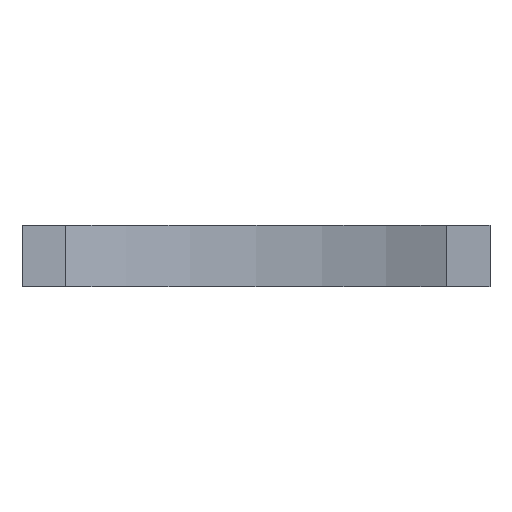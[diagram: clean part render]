
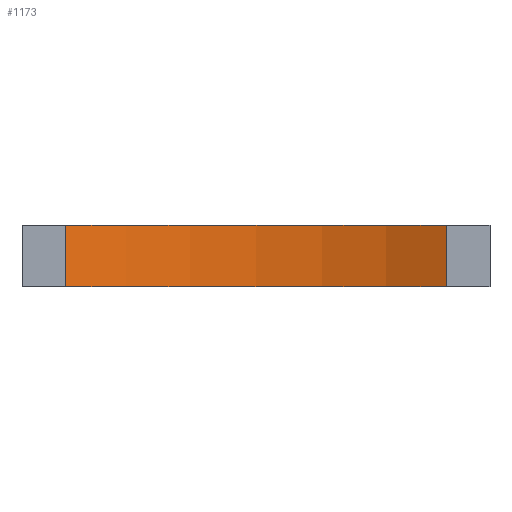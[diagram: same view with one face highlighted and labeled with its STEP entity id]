
A CAD part, front view. The second image highlights one B-rep face of the part: STEP entity #1173.
In plain terms, the highlighted cylindrical face has radius 66.676 mm (diameter 133.351 mm), a partial arc.
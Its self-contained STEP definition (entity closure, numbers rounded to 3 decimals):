
#28=CYLINDRICAL_SURFACE('',#1277,66.676);
#91=FACE_OUTER_BOUND('',#163,.T.);
#163=EDGE_LOOP('',(#1017,#1018,#1019,#1020));
#183=CIRCLE('',#1203,66.676);
#214=CIRCLE('',#1253,66.676);
#327=LINE('',#1896,#460);
#328=LINE('',#1898,#461);
#460=VECTOR('',#1556,10.);
#461=VECTOR('',#1559,10.);
#485=VERTEX_POINT('',#1616);
#486=VERTEX_POINT('',#1618);
#580=VERTEX_POINT('',#1847);
#581=VERTEX_POINT('',#1849);
#595=EDGE_CURVE('',#485,#486,#183,.T.);
#712=EDGE_CURVE('',#580,#581,#214,.T.);
#735=EDGE_CURVE('',#580,#486,#327,.T.);
#736=EDGE_CURVE('',#581,#485,#328,.T.);
#1017=ORIENTED_EDGE('',*,*,#595,.F.);
#1018=ORIENTED_EDGE('',*,*,#736,.F.);
#1019=ORIENTED_EDGE('',*,*,#712,.F.);
#1020=ORIENTED_EDGE('',*,*,#735,.T.);
#1173=ADVANCED_FACE('',(#91),#28,.F.);
#1203=AXIS2_PLACEMENT_3D('',#1619,#1300,#1301);
#1253=AXIS2_PLACEMENT_3D('',#1850,#1486,#1487);
#1277=AXIS2_PLACEMENT_3D('',#1897,#1557,#1558);
#1300=DIRECTION('center_axis',(0.,0.,1.));
#1301=DIRECTION('ref_axis',(1.,0.,0.));
#1486=DIRECTION('center_axis',(0.,0.,-1.));
#1487=DIRECTION('ref_axis',(1.,0.,0.));
#1556=DIRECTION('',(0.,0.,-1.));
#1557=DIRECTION('center_axis',(0.,0.,-1.));
#1558=DIRECTION('ref_axis',(-1.,0.,0.));
#1559=DIRECTION('',(0.,0.,-1.));
#1616=CARTESIAN_POINT('',(30.978,-29.328,-2.));
#1618=CARTESIAN_POINT('',(-30.978,-29.328,-2.));
#1619=CARTESIAN_POINT('Origin',(0.,-88.371,-2.));
#1847=CARTESIAN_POINT('',(-30.978,-29.328,8.));
#1849=CARTESIAN_POINT('',(30.978,-29.328,8.));
#1850=CARTESIAN_POINT('Origin',(0.,-88.371,8.));
#1896=CARTESIAN_POINT('',(-30.978,-29.328,0.));
#1897=CARTESIAN_POINT('Origin',(0.,-88.371,8.));
#1898=CARTESIAN_POINT('',(30.978,-29.328,0.));
